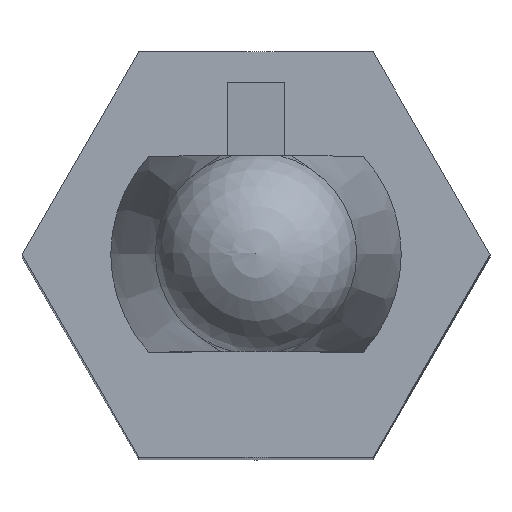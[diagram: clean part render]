
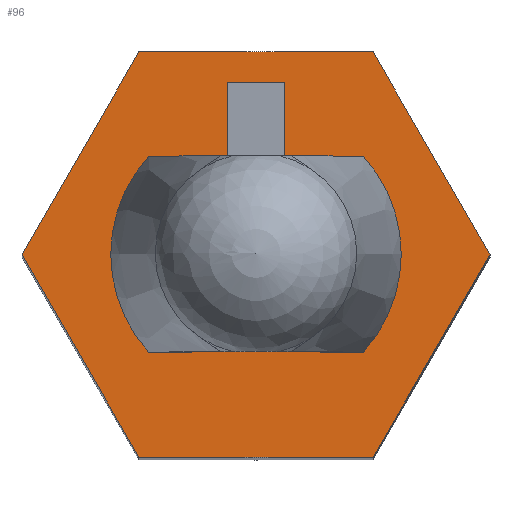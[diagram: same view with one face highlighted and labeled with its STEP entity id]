
A CAD part, top view. The second image highlights one B-rep face of the part: STEP entity #96.
In plain terms, the highlighted planar face has unit normal (0, 0, 1).
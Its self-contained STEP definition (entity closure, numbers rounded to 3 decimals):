
#96 = ADVANCED_FACE( '', ( #211, #212, #213 ), #214, .F. );
#211 = FACE_BOUND( '', #347, .T. );
#212 = FACE_BOUND( '', #348, .T. );
#213 = FACE_OUTER_BOUND( '', #349, .T. );
#214 = PLANE( '', #350 );
#347 = EDGE_LOOP( '', ( #555, #556, #557, #558 ) );
#348 = EDGE_LOOP( '', ( #559, #560, #561, #562 ) );
#349 = EDGE_LOOP( '', ( #563, #564, #565, #566, #567, #568 ) );
#350 = AXIS2_PLACEMENT_3D( '', #569, #570, #571 );
#555 = ORIENTED_EDGE( '', *, *, #855, .T. );
#556 = ORIENTED_EDGE( '', *, *, #798, .T. );
#557 = ORIENTED_EDGE( '', *, *, #856, .T. );
#558 = ORIENTED_EDGE( '', *, *, #857, .T. );
#559 = ORIENTED_EDGE( '', *, *, #858, .T. );
#560 = ORIENTED_EDGE( '', *, *, #859, .T. );
#561 = ORIENTED_EDGE( '', *, *, #860, .F. );
#562 = ORIENTED_EDGE( '', *, *, #861, .T. );
#563 = ORIENTED_EDGE( '', *, *, #832, .F. );
#564 = ORIENTED_EDGE( '', *, *, #862, .F. );
#565 = ORIENTED_EDGE( '', *, *, #863, .F. );
#566 = ORIENTED_EDGE( '', *, *, #845, .F. );
#567 = ORIENTED_EDGE( '', *, *, #864, .F. );
#568 = ORIENTED_EDGE( '', *, *, #865, .F. );
#569 = CARTESIAN_POINT( '', ( 0., 0., 25. ) );
#570 = DIRECTION( '', ( 0., 0., -1. ) );
#571 = DIRECTION( '', ( -1., 0., 0. ) );
#798 = EDGE_CURVE( '', #950, #947, #951, .T. );
#832 = EDGE_CURVE( '', #1004, #1006, #1007, .T. );
#845 = EDGE_CURVE( '', #1025, #1027, #1028, .T. );
#855 = EDGE_CURVE( '', #1044, #950, #1045, .T. );
#856 = EDGE_CURVE( '', #947, #1046, #1047, .T. );
#857 = EDGE_CURVE( '', #1046, #1044, #1048, .T. );
#858 = EDGE_CURVE( '', #1049, #1050, #1051, .T. );
#859 = EDGE_CURVE( '', #1050, #1052, #1053, .T. );
#860 = EDGE_CURVE( '', #1054, #1052, #1055, .T. );
#861 = EDGE_CURVE( '', #1054, #1049, #1056, .T. );
#862 = EDGE_CURVE( '', #1057, #1004, #1058, .T. );
#863 = EDGE_CURVE( '', #1027, #1057, #1059, .T. );
#864 = EDGE_CURVE( '', #1060, #1025, #1061, .T. );
#865 = EDGE_CURVE( '', #1006, #1060, #1062, .T. );
#947 = VERTEX_POINT( '', #1156 );
#950 = VERTEX_POINT( '', #1160 );
#951 = LINE( '', #1161, #1162 );
#1004 = VERTEX_POINT( '', #1252 );
#1006 = VERTEX_POINT( '', #1255 );
#1007 = LINE( '', #1256, #1257 );
#1025 = VERTEX_POINT( '', #1281 );
#1027 = VERTEX_POINT( '', #1284 );
#1028 = LINE( '', #1285, #1286 );
#1044 = VERTEX_POINT( '', #1326 );
#1045 = LINE( '', #1327, #1328 );
#1046 = VERTEX_POINT( '', #1329 );
#1047 = LINE( '', #1330, #1331 );
#1048 = CIRCLE( '', #1332, 2. );
#1049 = VERTEX_POINT( '', #1333 );
#1050 = VERTEX_POINT( '', #1334 );
#1051 = CIRCLE( '', #1335, 2. );
#1052 = VERTEX_POINT( '', #1336 );
#1053 = LINE( '', #1337, #1338 );
#1054 = VERTEX_POINT( '', #1339 );
#1055 = LINE( '', #1340, #1341 );
#1056 = LINE( '', #1342, #1343 );
#1057 = VERTEX_POINT( '', #1344 );
#1058 = LINE( '', #1345, #1346 );
#1059 = LINE( '', #1347, #1348 );
#1060 = VERTEX_POINT( '', #1349 );
#1061 = LINE( '', #1350, #1351 );
#1062 = LINE( '', #1352, #1353 );
#1156 = CARTESIAN_POINT( '', ( 1., 1.45, 25. ) );
#1160 = CARTESIAN_POINT( '', ( 1., -1.45, 25. ) );
#1161 = CARTESIAN_POINT( '', ( 1., -1.45, 25. ) );
#1162 = VECTOR( '', #1457, 1000. );
#1252 = CARTESIAN_POINT( '', ( 3.464, 0., 25. ) );
#1255 = CARTESIAN_POINT( '', ( 1.732, -3., 25. ) );
#1256 = CARTESIAN_POINT( '', ( 3.464, 0., 25. ) );
#1257 = VECTOR( '', #1495, 1000. );
#1281 = CARTESIAN_POINT( '', ( -3.464, 0., 25. ) );
#1284 = CARTESIAN_POINT( '', ( -1.732, 3., 25. ) );
#1285 = CARTESIAN_POINT( '', ( -1.732, 3., 25. ) );
#1286 = VECTOR( '', #1509, 1000. );
#1326 = CARTESIAN_POINT( '', ( 1.377, -1.45, 25. ) );
#1327 = CARTESIAN_POINT( '', ( 2.15, -1.45, 25. ) );
#1328 = VECTOR( '', #1521, 1000. );
#1329 = CARTESIAN_POINT( '', ( 1.377, 1.45, 25. ) );
#1330 = CARTESIAN_POINT( '', ( -2.15, 1.45, 25. ) );
#1331 = VECTOR( '', #1522, 1000. );
#1332 = AXIS2_PLACEMENT_3D( '', #1523, #1524, #1525 );
#1333 = CARTESIAN_POINT( '', ( -1.377, -1.45, 25. ) );
#1334 = CARTESIAN_POINT( '', ( -1.377, 1.45, 25. ) );
#1335 = AXIS2_PLACEMENT_3D( '', #1526, #1527, #1528 );
#1336 = CARTESIAN_POINT( '', ( -1., 1.45, 25. ) );
#1337 = CARTESIAN_POINT( '', ( -2.15, 1.45, 25. ) );
#1338 = VECTOR( '', #1529, 1000. );
#1339 = CARTESIAN_POINT( '', ( -1., -1.45, 25. ) );
#1340 = CARTESIAN_POINT( '', ( -1., -1.45, 25. ) );
#1341 = VECTOR( '', #1530, 1000. );
#1342 = CARTESIAN_POINT( '', ( 2.15, -1.45, 25. ) );
#1343 = VECTOR( '', #1531, 1000. );
#1344 = CARTESIAN_POINT( '', ( 1.732, 3., 25. ) );
#1345 = CARTESIAN_POINT( '', ( 1.732, 3., 25. ) );
#1346 = VECTOR( '', #1532, 1000. );
#1347 = CARTESIAN_POINT( '', ( -1.732, 3., 25. ) );
#1348 = VECTOR( '', #1533, 1000. );
#1349 = CARTESIAN_POINT( '', ( -1.732, -3., 25. ) );
#1350 = CARTESIAN_POINT( '', ( -3.464, 0., 25. ) );
#1351 = VECTOR( '', #1534, 1000. );
#1352 = CARTESIAN_POINT( '', ( 1.732, -3., 25. ) );
#1353 = VECTOR( '', #1535, 1000. );
#1457 = DIRECTION( '', ( 0., 1., 0. ) );
#1495 = DIRECTION( '', ( -0.5, -0.866, 0. ) );
#1509 = DIRECTION( '', ( 0.5, 0.866, 0. ) );
#1521 = DIRECTION( '', ( -1., 0., 0. ) );
#1522 = DIRECTION( '', ( 1., 0., 0. ) );
#1523 = CARTESIAN_POINT( '', ( 0., 0., 25. ) );
#1524 = DIRECTION( '', ( 0., 0., -1. ) );
#1525 = DIRECTION( '', ( -1., 0., 0. ) );
#1526 = CARTESIAN_POINT( '', ( 0., 0., 25. ) );
#1527 = DIRECTION( '', ( 0., 0., -1. ) );
#1528 = DIRECTION( '', ( -1., 0., 0. ) );
#1529 = DIRECTION( '', ( 1., 0., 0. ) );
#1530 = DIRECTION( '', ( 0., 1., 0. ) );
#1531 = DIRECTION( '', ( -1., 0., 0. ) );
#1532 = DIRECTION( '', ( 0.5, -0.866, 0. ) );
#1533 = DIRECTION( '', ( 1., 0., 0. ) );
#1534 = DIRECTION( '', ( -0.5, 0.866, 0. ) );
#1535 = DIRECTION( '', ( -1., 0., 0. ) );
